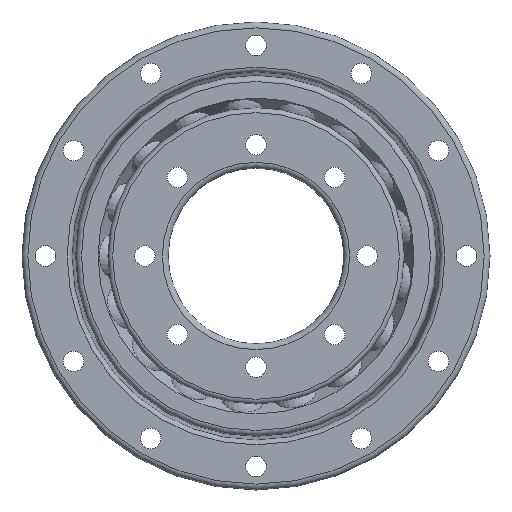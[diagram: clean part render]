
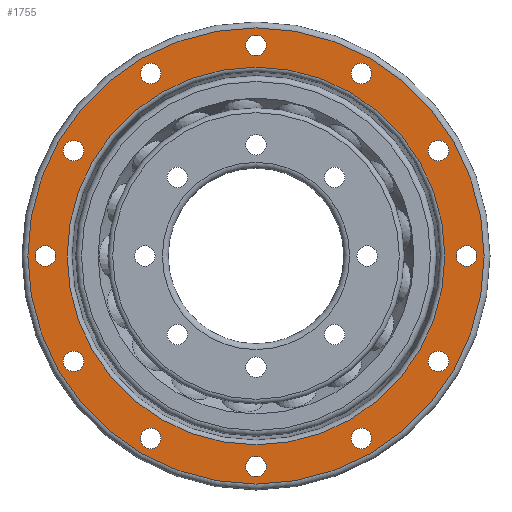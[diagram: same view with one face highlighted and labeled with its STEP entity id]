
A CAD part, front view. The second image highlights one B-rep face of the part: STEP entity #1755.
In plain terms, the highlighted face is planar.
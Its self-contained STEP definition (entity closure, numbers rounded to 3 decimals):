
#356=FACE_BOUND('',#602,.T.);
#357=FACE_BOUND('',#603,.T.);
#358=FACE_BOUND('',#604,.T.);
#359=FACE_BOUND('',#605,.T.);
#360=FACE_BOUND('',#606,.T.);
#361=FACE_BOUND('',#607,.T.);
#362=FACE_BOUND('',#608,.T.);
#363=FACE_BOUND('',#609,.T.);
#364=FACE_BOUND('',#610,.T.);
#365=FACE_BOUND('',#611,.T.);
#366=FACE_BOUND('',#612,.T.);
#367=FACE_BOUND('',#613,.T.);
#368=FACE_BOUND('',#614,.T.);
#374=PLANE('',#2022);
#437=FACE_OUTER_BOUND('',#601,.T.);
#601=EDGE_LOOP('',(#1593));
#602=EDGE_LOOP('',(#1594));
#603=EDGE_LOOP('',(#1595));
#604=EDGE_LOOP('',(#1596));
#605=EDGE_LOOP('',(#1597));
#606=EDGE_LOOP('',(#1598));
#607=EDGE_LOOP('',(#1599));
#608=EDGE_LOOP('',(#1600));
#609=EDGE_LOOP('',(#1601));
#610=EDGE_LOOP('',(#1602));
#611=EDGE_LOOP('',(#1603));
#612=EDGE_LOOP('',(#1604));
#613=EDGE_LOOP('',(#1605));
#614=EDGE_LOOP('',(#1606));
#746=CIRCLE('',#2019,32.285);
#749=CIRCLE('',#2023,39.);
#750=CIRCLE('',#2024,1.75);
#751=CIRCLE('',#2025,1.75);
#752=CIRCLE('',#2026,1.75);
#753=CIRCLE('',#2027,1.75);
#754=CIRCLE('',#2028,1.75);
#755=CIRCLE('',#2029,1.75);
#756=CIRCLE('',#2030,1.75);
#757=CIRCLE('',#2031,1.75);
#758=CIRCLE('',#2032,1.75);
#759=CIRCLE('',#2033,1.75);
#760=CIRCLE('',#2034,1.75);
#761=CIRCLE('',#2035,1.75);
#961=VERTEX_POINT('',#4505);
#963=VERTEX_POINT('',#4511);
#964=VERTEX_POINT('',#4513);
#965=VERTEX_POINT('',#4515);
#966=VERTEX_POINT('',#4517);
#967=VERTEX_POINT('',#4519);
#968=VERTEX_POINT('',#4521);
#969=VERTEX_POINT('',#4523);
#970=VERTEX_POINT('',#4525);
#971=VERTEX_POINT('',#4527);
#972=VERTEX_POINT('',#4529);
#973=VERTEX_POINT('',#4531);
#974=VERTEX_POINT('',#4533);
#975=VERTEX_POINT('',#4535);
#1176=EDGE_CURVE('',#961,#961,#746,.T.);
#1179=EDGE_CURVE('',#963,#963,#749,.T.);
#1180=EDGE_CURVE('',#964,#964,#750,.T.);
#1181=EDGE_CURVE('',#965,#965,#751,.T.);
#1182=EDGE_CURVE('',#966,#966,#752,.T.);
#1183=EDGE_CURVE('',#967,#967,#753,.T.);
#1184=EDGE_CURVE('',#968,#968,#754,.T.);
#1185=EDGE_CURVE('',#969,#969,#755,.T.);
#1186=EDGE_CURVE('',#970,#970,#756,.T.);
#1187=EDGE_CURVE('',#971,#971,#757,.T.);
#1188=EDGE_CURVE('',#972,#972,#758,.T.);
#1189=EDGE_CURVE('',#973,#973,#759,.T.);
#1190=EDGE_CURVE('',#974,#974,#760,.T.);
#1191=EDGE_CURVE('',#975,#975,#761,.T.);
#1593=ORIENTED_EDGE('',*,*,#1179,.F.);
#1594=ORIENTED_EDGE('',*,*,#1180,.T.);
#1595=ORIENTED_EDGE('',*,*,#1181,.T.);
#1596=ORIENTED_EDGE('',*,*,#1182,.T.);
#1597=ORIENTED_EDGE('',*,*,#1183,.T.);
#1598=ORIENTED_EDGE('',*,*,#1184,.T.);
#1599=ORIENTED_EDGE('',*,*,#1185,.T.);
#1600=ORIENTED_EDGE('',*,*,#1186,.T.);
#1601=ORIENTED_EDGE('',*,*,#1187,.T.);
#1602=ORIENTED_EDGE('',*,*,#1188,.T.);
#1603=ORIENTED_EDGE('',*,*,#1189,.T.);
#1604=ORIENTED_EDGE('',*,*,#1190,.T.);
#1605=ORIENTED_EDGE('',*,*,#1191,.T.);
#1606=ORIENTED_EDGE('',*,*,#1176,.F.);
#1755=ADVANCED_FACE('',(#437,#356,#357,#358,#359,#360,#361,#362,#363,#364,
#365,#366,#367,#368),#374,.T.);
#2019=AXIS2_PLACEMENT_3D('',#4506,#2444,#2445);
#2022=AXIS2_PLACEMENT_3D('',#4510,#2450,#2451);
#2023=AXIS2_PLACEMENT_3D('',#4512,#2452,#2453);
#2024=AXIS2_PLACEMENT_3D('',#4514,#2454,#2455);
#2025=AXIS2_PLACEMENT_3D('',#4516,#2456,#2457);
#2026=AXIS2_PLACEMENT_3D('',#4518,#2458,#2459);
#2027=AXIS2_PLACEMENT_3D('',#4520,#2460,#2461);
#2028=AXIS2_PLACEMENT_3D('',#4522,#2462,#2463);
#2029=AXIS2_PLACEMENT_3D('',#4524,#2464,#2465);
#2030=AXIS2_PLACEMENT_3D('',#4526,#2466,#2467);
#2031=AXIS2_PLACEMENT_3D('',#4528,#2468,#2469);
#2032=AXIS2_PLACEMENT_3D('',#4530,#2470,#2471);
#2033=AXIS2_PLACEMENT_3D('',#4532,#2472,#2473);
#2034=AXIS2_PLACEMENT_3D('',#4534,#2474,#2475);
#2035=AXIS2_PLACEMENT_3D('',#4536,#2476,#2477);
#2444=DIRECTION('center_axis',(0.,1.,0.));
#2445=DIRECTION('ref_axis',(-1.,0.,0.));
#2450=DIRECTION('center_axis',(0.,1.,0.));
#2451=DIRECTION('ref_axis',(0.,0.,1.));
#2452=DIRECTION('center_axis',(0.,-1.,0.));
#2453=DIRECTION('ref_axis',(-1.,0.,0.));
#2454=DIRECTION('center_axis',(0.,-1.,0.));
#2455=DIRECTION('ref_axis',(0.5,0.,-0.866));
#2456=DIRECTION('center_axis',(0.,-1.,0.));
#2457=DIRECTION('ref_axis',(0.866,0.,-0.5));
#2458=DIRECTION('center_axis',(0.,-1.,0.));
#2459=DIRECTION('ref_axis',(1.,0.,0.));
#2460=DIRECTION('center_axis',(0.,-1.,0.));
#2461=DIRECTION('ref_axis',(0.866,0.,0.5));
#2462=DIRECTION('center_axis',(0.,-1.,0.));
#2463=DIRECTION('ref_axis',(0.5,0.,0.866));
#2464=DIRECTION('center_axis',(0.,-1.,0.));
#2465=DIRECTION('ref_axis',(0.,0.,1.));
#2466=DIRECTION('center_axis',(0.,-1.,0.));
#2467=DIRECTION('ref_axis',(-0.5,0.,0.866));
#2468=DIRECTION('center_axis',(0.,-1.,0.));
#2469=DIRECTION('ref_axis',(-0.866,0.,0.5));
#2470=DIRECTION('center_axis',(0.,-1.,0.));
#2471=DIRECTION('ref_axis',(-1.,0.,0.));
#2472=DIRECTION('center_axis',(0.,-1.,0.));
#2473=DIRECTION('ref_axis',(-0.866,0.,-0.5));
#2474=DIRECTION('center_axis',(0.,-1.,0.));
#2475=DIRECTION('ref_axis',(-0.5,0.,-0.866));
#2476=DIRECTION('center_axis',(0.,-1.,0.));
#2477=DIRECTION('ref_axis',(0.,0.,-1.));
#4505=CARTESIAN_POINT('',(0.,5.,32.285));
#4506=CARTESIAN_POINT('Origin',(0.,5.,0.));
#4510=CARTESIAN_POINT('Origin',(40.,5.,0.));
#4511=CARTESIAN_POINT('',(0.,5.,39.));
#4512=CARTESIAN_POINT('Origin',(0.,5.,0.));
#4513=CARTESIAN_POINT('',(30.302,5.,19.516));
#4514=CARTESIAN_POINT('Origin',(31.177,5.,18.));
#4515=CARTESIAN_POINT('',(16.484,5.,32.052));
#4516=CARTESIAN_POINT('Origin',(18.,5.,31.177));
#4517=CARTESIAN_POINT('',(-1.75,5.,36.));
#4518=CARTESIAN_POINT('Origin',(0.,5.,36.));
#4519=CARTESIAN_POINT('',(-19.516,5.,30.302));
#4520=CARTESIAN_POINT('Origin',(-18.,5.,31.177));
#4521=CARTESIAN_POINT('',(-32.052,5.,16.484));
#4522=CARTESIAN_POINT('Origin',(-31.177,5.,18.));
#4523=CARTESIAN_POINT('',(-36.,5.,-1.75));
#4524=CARTESIAN_POINT('Origin',(-36.,5.,0.));
#4525=CARTESIAN_POINT('',(-30.302,5.,-19.516));
#4526=CARTESIAN_POINT('Origin',(-31.177,5.,-18.));
#4527=CARTESIAN_POINT('',(-16.484,5.,-32.052));
#4528=CARTESIAN_POINT('Origin',(-18.,5.,-31.177));
#4529=CARTESIAN_POINT('',(1.75,5.,-36.));
#4530=CARTESIAN_POINT('Origin',(0.,5.,-36.));
#4531=CARTESIAN_POINT('',(19.516,5.,-30.302));
#4532=CARTESIAN_POINT('Origin',(18.,5.,-31.177));
#4533=CARTESIAN_POINT('',(32.052,5.,-16.484));
#4534=CARTESIAN_POINT('Origin',(31.177,5.,-18.));
#4535=CARTESIAN_POINT('',(36.,5.,1.75));
#4536=CARTESIAN_POINT('Origin',(36.,5.,0.));
